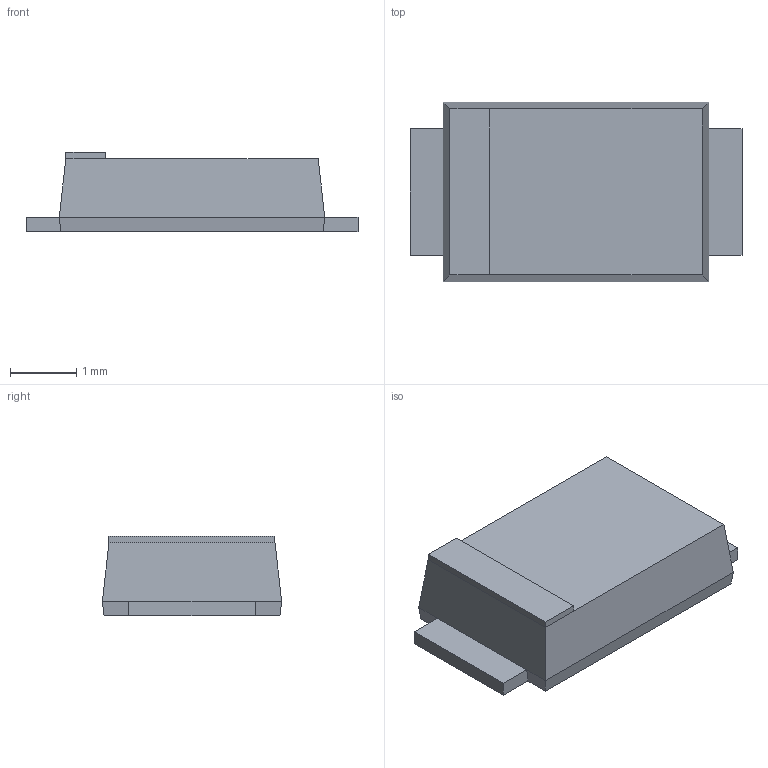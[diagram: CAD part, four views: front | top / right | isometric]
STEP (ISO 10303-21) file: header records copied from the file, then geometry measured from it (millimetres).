
FILE_DESCRIPTION(/* description */ (''),/* implementation_level */ '2;1');
FILE_NAME(/* name */ 'DIODE-SOD-128.step',/* time_stamp */ '2023-02-26T15:53:35+02:00',/* author */ (''),/* organization */ (''),/* preprocessor_version */ 'ST-DEVELOPER v19.2',/* originating_system */ 'Autodesk Translation Framework v11.17.0.187',/* authorisation */ '');
FILE_SCHEMA (('AUTOMOTIVE_DESIGN { 1 0 10303 214 3 1 1 }'));
Length unit declared in the file: millimetre
Products named in the file (1): DIODE-SOD-128
Bounding box: 5 x 2.7 x 1.2 mm (x, y, z)
Volume: 0.7 mm3; surface area: 45.9 mm2
Topology: 3 solids, 5 shells, 39 faces, 89 edges, 58 vertices
Faces by surface type: plane 39
Entity records: 1132 total; most frequent: CARTESIAN_POINT 187, ORIENTED_EDGE 170, DIRECTION 169, LINE 89, VECTOR 89, EDGE_CURVE 89, VERTEX_POINT 58, AXIS2_PLACEMENT_3D 40
